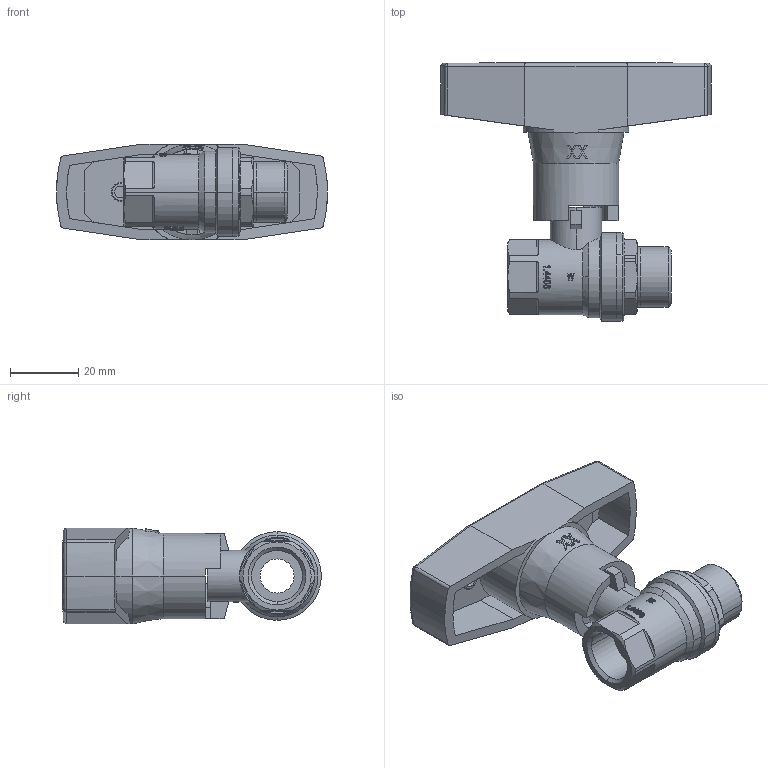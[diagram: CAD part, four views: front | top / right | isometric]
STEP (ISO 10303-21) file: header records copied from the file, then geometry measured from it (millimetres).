
FILE_DESCRIPTION(('OneSpaceDesigner STEP Export'),'2;1');
FILE_NAME('9381-3_8-STEP-KUNDE.stp','2013-02-06T 9:35:59',(''),(''),'OneSpace Designer STEP processor for AP214 (Solid Model)','OneSpace Modeling 15.50D 18-Apr-2008 (C) CoCreate Software GmbH','');
FILE_SCHEMA(('AUTOMOTIVE_DESIGN { 1 0 10303 214 1 1 1 1 }'));
Length unit declared in the file: millimetre
Products named in the file (8): Abdeckkappe-3_8-1_1_2; Einschraubteil__3_8; Körper__3_8; Neu-T-Griff-Al-3_8-3_4-a
Assembly tree (4 placements, depth 2):
  Abdeckkappe-3_8-1_1_2
    Abdeckkappe-3_8-1_1_2
  Einschraubteil__3_8
    Einschraubteil__3_8
  Körper__3_8
    Körper__3_8
  Neu-T-Griff-Al-3_8-3_4-a
    Neu-T-Griff-Al-3_8-3_4-a
Bounding box: 79.5 x 75.9 x 28 mm (x, y, z)
Volume: 39409.7 mm3; surface area: 25495 mm2
Topology: 4 solids, 4 shells, 1289 faces, 3612 edges, 2391 vertices
Faces by surface type: plane 1097, cylinder 133, cone 43, torus 10, sphere 4, revolution 2
Entity records: 42405 total; most frequent: CARTESIAN_POINT 7753, ORIENTED_EDGE 7216, DIRECTION 6952, EDGE_CURVE 3608, VERTEX_POINT 2391, AXIS2_PLACEMENT_3D 2381, VECTOR 2189, LINE 2189
